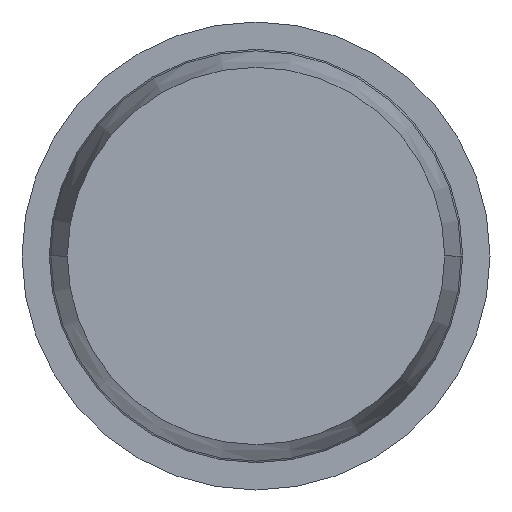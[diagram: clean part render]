
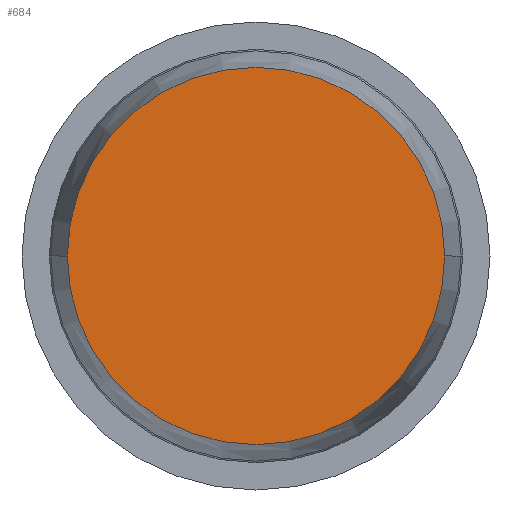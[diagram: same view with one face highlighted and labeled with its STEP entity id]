
A CAD part, front view. The second image highlights one B-rep face of the part: STEP entity #684.
In plain terms, the highlighted planar face has unit normal (0, -1, 0).
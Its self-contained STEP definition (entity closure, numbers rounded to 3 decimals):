
#241 = ORIENTED_EDGE ( 'NONE', *, *, #728, .T. ) ;
#357 = DIRECTION ( 'NONE',  ( 1., 0., 0. ) ) ;
#538 = EDGE_CURVE ( 'Defeature ausgef�hrt1_0+Defeature ausgef�hrt1_10+Defeature ausgef�hrt1_10+Defeature ausgef�hrt1_10', #3196, #1287, #2086, .T. ) ;
#684 = ADVANCED_FACE ( 'Defeature ausgef�hrt1_0', ( #3004 ), #3047, .T. ) ;
#728 = EDGE_CURVE ( 'Defeature ausgef�hrt1_0+Defeature ausgef�hrt1_10+Defeature ausgef�hrt1_10+Defeature ausgef�hrt1_10', #1287, #3196, #3418, .T. ) ;
#968 = EDGE_LOOP ( 'NONE', ( #241, #1737 ) ) ;
#1075 = DIRECTION ( 'NONE',  ( 0., -1., 0. ) ) ;
#1213 = DIRECTION ( 'NONE',  ( 0., -1., 0. ) ) ;
#1287 = VERTEX_POINT ( 'NONE', #2675 ) ;
#1463 = AXIS2_PLACEMENT_3D ( 'NONE', #1766, #1075, #3802 ) ;
#1737 = ORIENTED_EDGE ( 'NONE', *, *, #538, .T. ) ;
#1766 = CARTESIAN_POINT ( 'NONE',  ( 0., -19., 0. ) ) ;
#1773 = AXIS2_PLACEMENT_3D ( 'NONE', #1842, #1213, #357 ) ;
#1842 = CARTESIAN_POINT ( 'NONE',  ( 0., -19., 0. ) ) ;
#2078 = DIRECTION ( 'NONE',  ( 0., -1., 0. ) ) ;
#2086 = CIRCLE ( 'NONE', #1463, 1.209 ) ;
#2396 = CARTESIAN_POINT ( 'NONE',  ( 0., -19., 0. ) ) ;
#2675 = CARTESIAN_POINT ( 'NONE',  ( -1.209, -19., 0. ) ) ;
#2709 = DIRECTION ( 'NONE',  ( 1., 0., 0. ) ) ;
#2926 = CARTESIAN_POINT ( 'NONE',  ( 1.209, -19., 0. ) ) ;
#2970 = AXIS2_PLACEMENT_3D ( 'NONE', #2396, #2078, #2709 ) ;
#3004 = FACE_OUTER_BOUND ( 'NONE', #968, .T. ) ;
#3047 = PLANE ( 'NONE',  #2970 ) ;
#3196 = VERTEX_POINT ( 'NONE', #2926 ) ;
#3418 = CIRCLE ( 'NONE', #1773, 1.209 ) ;
#3802 = DIRECTION ( 'NONE',  ( 1., 0., 0. ) ) ;
